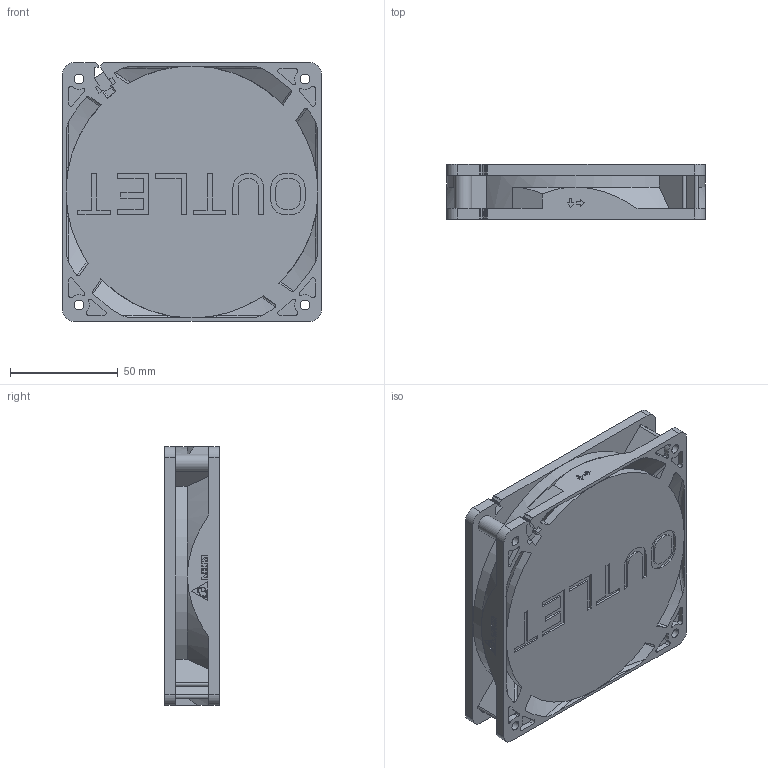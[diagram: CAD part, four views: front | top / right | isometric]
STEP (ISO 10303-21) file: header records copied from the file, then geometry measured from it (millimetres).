
FILE_DESCRIPTION((''),'2;1');
FILE_NAME('AFB1212HJ-00','2023-03-13T',('CHAOREN.XIAO'),(''),'CREO PARAMETRIC BY PTC INC, 2015080','CREO PARAMETRIC BY PTC INC, 2015080','');
FILE_SCHEMA(('CONFIG_CONTROL_DESIGN'));
Length unit declared in the file: millimetre
Products named in the file (1): AFB1212HJ-00
Bounding box: 120 x 25.4 x 120 mm (x, y, z)
Volume: 320593.2 mm3; surface area: 53130.3 mm2
Topology: 1 solids, 1 shells, 1091 faces, 3097 edges, 2076 vertices
Faces by surface type: plane 846, cylinder 181, bspline 28, cone 22, torus 14
Entity records: 36722 total; most frequent: CARTESIAN_POINT 8146, ORIENTED_EDGE 6194, DIRECTION 5541, EDGE_CURVE 3097, VECTOR 2477, LINE 2477, VERTEX_POINT 2080, AXIS2_PLACEMENT_3D 1532
